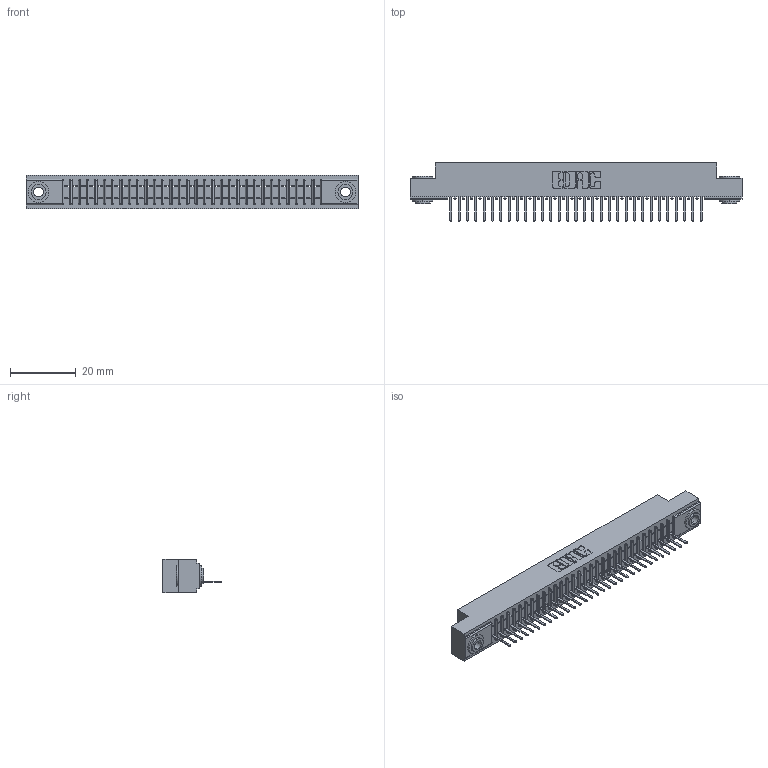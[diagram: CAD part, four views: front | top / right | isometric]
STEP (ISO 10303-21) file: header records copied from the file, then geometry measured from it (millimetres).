
FILE_DESCRIPTION (( 'STEP AP203' ), '1' );
FILE_NAME ('341-031-521-103.STEP', '2018-08-06T20:30:51', ( '' ), ( '' ), 'SwSTEP 2.0', 'SolidWorks 2016', '' );
FILE_SCHEMA (( 'CONFIG_CONTROL_DESIGN' ));
Length unit declared in the file: inch
Products named in the file (4): 341 Part_.156 (3.96) Dia Mounting Holes; 341-292-001_341-292-121; 345-250-002_345-250-002-102; 341-031-521-103
Assembly tree (34 placements, depth 2):
  341-031-521-103
    341 Part_.156 (3.96) Dia Mounting Holes
    341-292-001_341-292-121  x31
    345-250-002_345-250-002-102  x2
Bounding box: 100.97 x 17.7 x 10.16 mm (x, y, z)
Volume: 7249 mm3; surface area: 11357.8 mm2
Topology: 34 solids, 34 shells, 2710 faces, 7775 edges, 4990 vertices
Faces by surface type: plane 1673, cylinder 905, sphere 64, torus 60, cone 8
Entity records: 39055 total; most frequent: CARTESIAN_POINT 6607, ORIENTED_EDGE 6586, DIRECTION 6403, EDGE_CURVE 3293, LINE 2639, VECTOR 2639, VERTEX_POINT 2086, AXIS2_PLACEMENT_3D 1882
